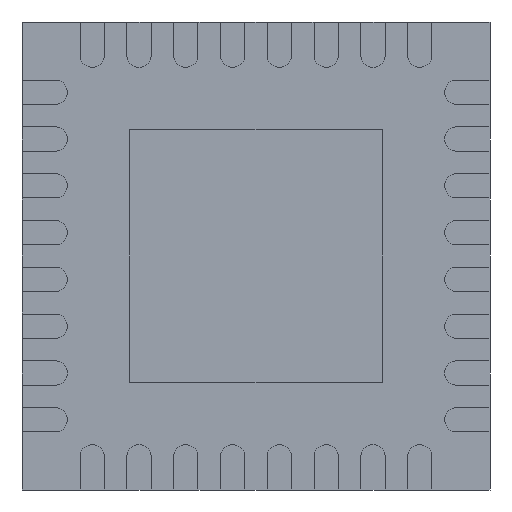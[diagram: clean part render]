
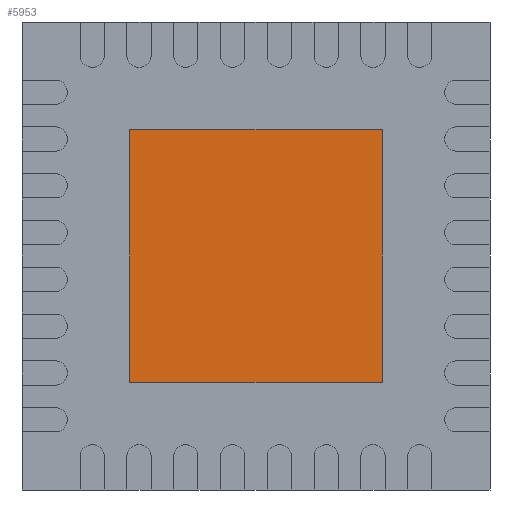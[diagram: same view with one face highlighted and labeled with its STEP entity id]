
A CAD part, front view. The second image highlights one B-rep face of the part: STEP entity #5953.
In plain terms, the highlighted planar face has unit normal (0, -1, 0).
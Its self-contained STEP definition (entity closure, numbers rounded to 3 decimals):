
#5834 = VERTEX_POINT('',#5835);
#5835 = CARTESIAN_POINT('',(1.35,0.,-1.35));
#5852 = VERTEX_POINT('',#5853);
#5853 = CARTESIAN_POINT('',(1.35,0.,1.35));
#5859 = EDGE_CURVE('',#5834,#5852,#5860,.T.);
#5860 = LINE('',#5861,#5862);
#5861 = CARTESIAN_POINT('',(1.35,0.,-1.35));
#5862 = VECTOR('',#5863,1.);
#5863 = DIRECTION('',(0.,0.,1.));
#5883 = VERTEX_POINT('',#5884);
#5884 = CARTESIAN_POINT('',(-1.35,0.,1.35));
#5890 = EDGE_CURVE('',#5852,#5883,#5891,.T.);
#5891 = LINE('',#5892,#5893);
#5892 = CARTESIAN_POINT('',(1.35,0.,1.35));
#5893 = VECTOR('',#5894,1.);
#5894 = DIRECTION('',(-1.,0.,0.));
#5914 = VERTEX_POINT('',#5915);
#5915 = CARTESIAN_POINT('',(-1.35,0.,-1.35));
#5921 = EDGE_CURVE('',#5883,#5914,#5922,.T.);
#5922 = LINE('',#5923,#5924);
#5923 = CARTESIAN_POINT('',(-1.35,0.,1.35));
#5924 = VECTOR('',#5925,1.);
#5925 = DIRECTION('',(0.,0.,-1.));
#5943 = EDGE_CURVE('',#5914,#5834,#5944,.T.);
#5944 = LINE('',#5945,#5946);
#5945 = CARTESIAN_POINT('',(-1.35,0.,-1.35));
#5946 = VECTOR('',#5947,1.);
#5947 = DIRECTION('',(1.,0.,0.));
#5953 = ADVANCED_FACE('',(#5954),#5960,.F.);
#5954 = FACE_BOUND('',#5955,.T.);
#5955 = EDGE_LOOP('',(#5956,#5957,#5958,#5959));
#5956 = ORIENTED_EDGE('',*,*,#5859,.T.);
#5957 = ORIENTED_EDGE('',*,*,#5890,.T.);
#5958 = ORIENTED_EDGE('',*,*,#5921,.T.);
#5959 = ORIENTED_EDGE('',*,*,#5943,.T.);
#5960 = PLANE('',#5961);
#5961 = AXIS2_PLACEMENT_3D('',#5962,#5963,#5964);
#5962 = CARTESIAN_POINT('',(0.,0.,
    0.));
#5963 = DIRECTION('',(0.,1.,0.));
#5964 = DIRECTION('',(0.,0.,1.));
